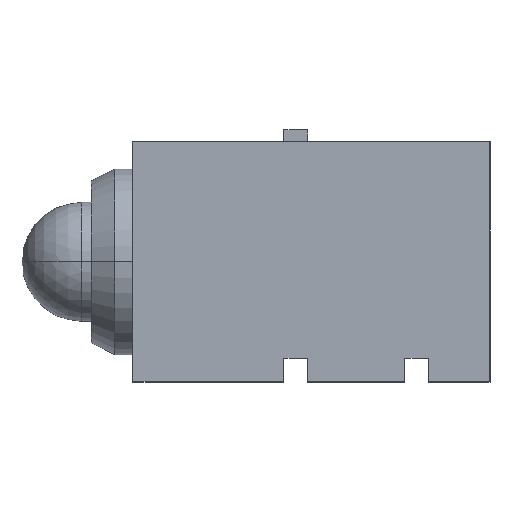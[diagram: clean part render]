
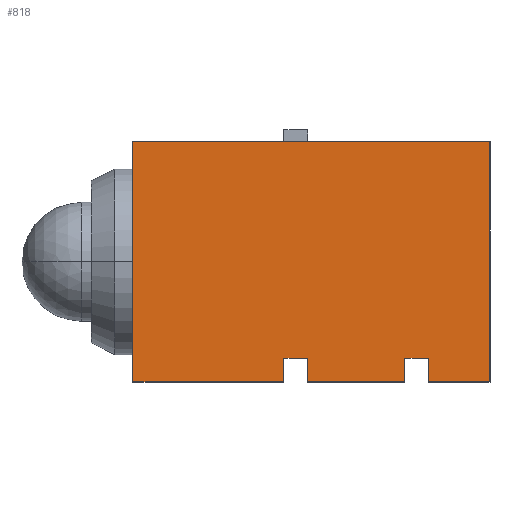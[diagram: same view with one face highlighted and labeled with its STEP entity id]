
A CAD part, top view. The second image highlights one B-rep face of the part: STEP entity #818.
In plain terms, the highlighted planar face has unit normal (0, 0, 1).
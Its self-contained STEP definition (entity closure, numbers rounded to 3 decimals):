
#454=CARTESIAN_POINT('',(-14.4,-5.05,10.1));
#455=VERTEX_POINT('',#454);
#462=CARTESIAN_POINT('',(-14.4,5.05,10.1));
#463=VERTEX_POINT('',#462);
#464=CARTESIAN_POINT('',(-14.4,5.05,10.1));
#465=DIRECTION('',(0.0,-1.0,0.0));
#466=VECTOR('',#465,10.1);
#467=LINE('',#464,#466);
#468=EDGE_CURVE('',#463,#455,#467,.T.);
#532=CARTESIAN_POINT('',(-8.06,-4.05,10.1));
#533=VERTEX_POINT('',#532);
#548=CARTESIAN_POINT('',(-7.06,-4.05,10.1));
#549=VERTEX_POINT('',#548);
#556=CARTESIAN_POINT('',(-8.06,-4.05,10.1));
#557=DIRECTION('',(1.0,0.0,0.0));
#558=VECTOR('',#557,1.0);
#559=LINE('',#556,#558);
#560=EDGE_CURVE('',#533,#549,#559,.T.);
#572=CARTESIAN_POINT('',(-8.06,-5.05,10.1));
#573=VERTEX_POINT('',#572);
#587=CARTESIAN_POINT('',(-8.06,-5.05,10.1));
#588=DIRECTION('',(0.0,1.0,0.0));
#589=VECTOR('',#588,1.0);
#590=LINE('',#587,#589);
#591=EDGE_CURVE('',#573,#533,#590,.T.);
#610=CARTESIAN_POINT('',(-7.06,-5.05,10.1));
#611=VERTEX_POINT('',#610);
#618=CARTESIAN_POINT('',(-7.06,-4.05,10.1));
#619=DIRECTION('',(0.0,-1.0,0.0));
#620=VECTOR('',#619,1.0);
#621=LINE('',#618,#620);
#622=EDGE_CURVE('',#549,#611,#621,.T.);
#634=CARTESIAN_POINT('',(-2.98,-4.05,10.1));
#635=VERTEX_POINT('',#634);
#650=CARTESIAN_POINT('',(-1.98,-4.05,10.1));
#651=VERTEX_POINT('',#650);
#658=CARTESIAN_POINT('',(-2.98,-4.05,10.1));
#659=DIRECTION('',(1.0,0.0,0.0));
#660=VECTOR('',#659,1.0);
#661=LINE('',#658,#660);
#662=EDGE_CURVE('',#635,#651,#661,.T.);
#674=CARTESIAN_POINT('',(-2.98,-5.05,10.1));
#675=VERTEX_POINT('',#674);
#689=CARTESIAN_POINT('',(-2.98,-5.05,10.1));
#690=DIRECTION('',(0.0,1.0,0.0));
#691=VECTOR('',#690,1.0);
#692=LINE('',#689,#691);
#693=EDGE_CURVE('',#675,#635,#692,.T.);
#712=CARTESIAN_POINT('',(-1.98,-5.05,10.1));
#713=VERTEX_POINT('',#712);
#720=CARTESIAN_POINT('',(-1.98,-4.05,10.1));
#721=DIRECTION('',(0.0,-1.0,0.0));
#722=VECTOR('',#721,1.0);
#723=LINE('',#720,#722);
#724=EDGE_CURVE('',#651,#713,#723,.T.);
#735=CARTESIAN_POINT('',(-14.4,-5.05,10.1));
#736=DIRECTION('',(1.0,0.0,0.0));
#737=VECTOR('',#736,6.34);
#738=LINE('',#735,#737);
#739=EDGE_CURVE('',#455,#573,#738,.T.);
#765=CARTESIAN_POINT('',(0.6,-5.05,10.1));
#766=VERTEX_POINT('',#765);
#773=CARTESIAN_POINT('',(-1.98,-5.05,10.1));
#774=DIRECTION('',(1.0,0.0,0.0));
#775=VECTOR('',#774,2.58);
#776=LINE('',#773,#775);
#777=EDGE_CURVE('',#713,#766,#776,.T.);
#782=CARTESIAN_POINT('',(-6.9,0.,10.1));
#783=DIRECTION('',(0.0,0.0,-1.0));
#784=DIRECTION('',(1.0,0.0,0.0));
#785=AXIS2_PLACEMENT_3D('',#782,#783,#784);
#786=PLANE('',#785);
#787=ORIENTED_EDGE('',*,*,#622,.T.);
#788=CARTESIAN_POINT('',(-7.06,-5.05,10.1));
#789=DIRECTION('',(1.0,0.0,0.0));
#790=VECTOR('',#789,4.08);
#791=LINE('',#788,#790);
#792=EDGE_CURVE('',#611,#675,#791,.T.);
#793=ORIENTED_EDGE('',*,*,#792,.T.);
#794=ORIENTED_EDGE('',*,*,#693,.T.);
#795=ORIENTED_EDGE('',*,*,#662,.T.);
#796=ORIENTED_EDGE('',*,*,#724,.T.);
#797=ORIENTED_EDGE('',*,*,#777,.T.);
#798=CARTESIAN_POINT('',(0.6,5.05,10.1));
#799=VERTEX_POINT('',#798);
#800=CARTESIAN_POINT('',(0.6,-5.05,10.1));
#801=DIRECTION('',(0.0,1.0,0.0));
#802=VECTOR('',#801,10.1);
#803=LINE('',#800,#802);
#804=EDGE_CURVE('',#766,#799,#803,.T.);
#805=ORIENTED_EDGE('',*,*,#804,.T.);
#806=CARTESIAN_POINT('',(0.6,5.05,10.1));
#807=DIRECTION('',(-1.0,0.0,0.0));
#808=VECTOR('',#807,15.);
#809=LINE('',#806,#808);
#810=EDGE_CURVE('',#799,#463,#809,.T.);
#811=ORIENTED_EDGE('',*,*,#810,.T.);
#812=ORIENTED_EDGE('',*,*,#468,.T.);
#813=ORIENTED_EDGE('',*,*,#739,.T.);
#814=ORIENTED_EDGE('',*,*,#591,.T.);
#815=ORIENTED_EDGE('',*,*,#560,.T.);
#816=EDGE_LOOP('',(#787,#793,#794,#795,#796,#797,#805,#811,#812,#813,#814,#815));
#817=FACE_OUTER_BOUND('',#816,.T.);
#818=ADVANCED_FACE('',(#817),#786,.F.);
